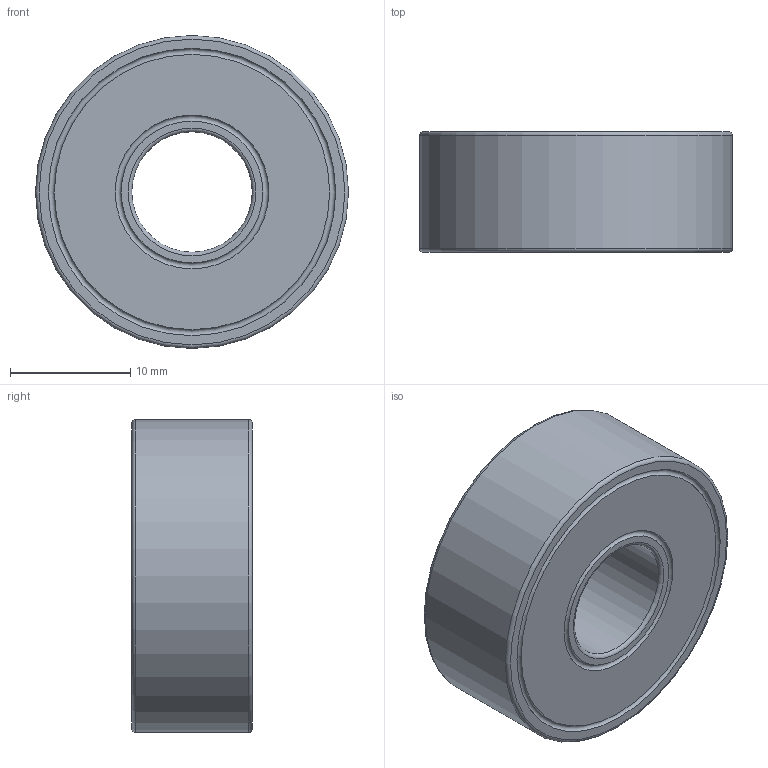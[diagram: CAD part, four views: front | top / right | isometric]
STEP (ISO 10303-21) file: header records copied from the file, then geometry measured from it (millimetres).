
FILE_DESCRIPTION(/* description */ (''),/* implementation_level */ '2;1');
FILE_NAME(/* name */ 'BRG_Bearing_62002RS.ipt.stp',/* time_stamp */ '2016-01-07T16:35:30-08:00',/* author */ ('Autodesk Inc.'),/* organization */ ('Autodesk Inc.'),/* preprocessor_version */ 'ST-DEVELOPER v16.1',/* originating_system */ 'Autodesk Inventor 2016',/* authorisation */ '');
FILE_SCHEMA (('AUTOMOTIVE_DESIGN { 1 0 10303 214 3 1 1 }'));
Length unit declared in the file: millimetre
Products named in the file (1): BRG_Bearing_62002RS
Bounding box: 26 x 10 x 26 mm (x, y, z)
Volume: 4497.5 mm3; surface area: 2070.6 mm2
Topology: 1 solids, 1 shells, 16 faces, 26 edges, 16 vertices
Faces by surface type: torus 8, plane 6, cylinder 2
Full cylindrical faces by diameter (mm): 10 x1, 26 x1
Entity records: 365 total; most frequent: DIRECTION 66, CARTESIAN_POINT 49, AXIS2_PLACEMENT_3D 33, EDGE_LOOP 32, ORIENTED_EDGE 32, FACE_BOUND 16, FACE_OUTER_BOUND 16, CIRCLE 16
